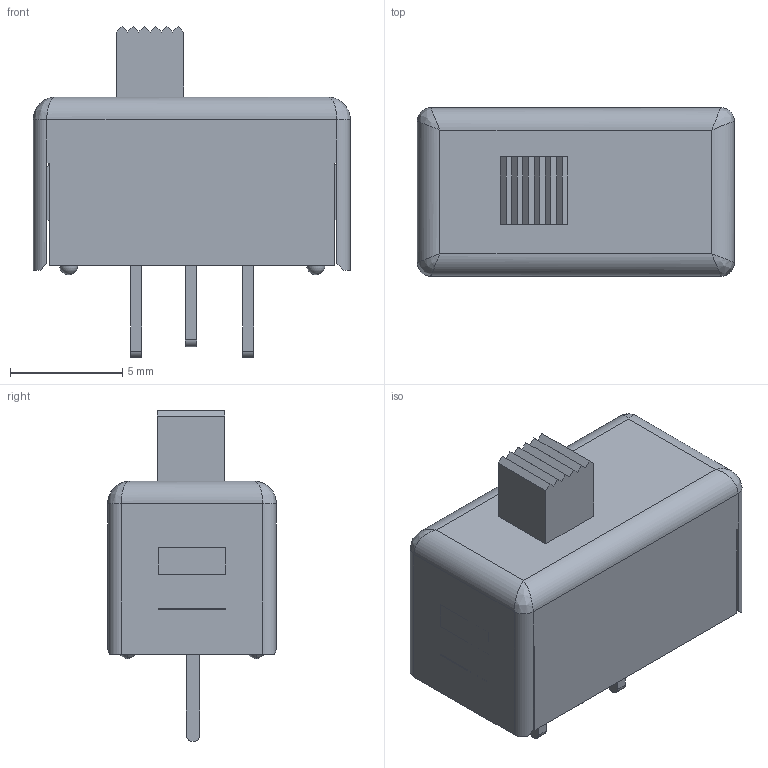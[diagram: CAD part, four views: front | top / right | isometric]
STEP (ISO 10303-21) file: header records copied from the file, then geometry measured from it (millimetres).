
FILE_DESCRIPTION(('FreeCAD Model'),'2;1');
FILE_NAME('25136NAH.step','2017-05-25T08:21:14',( 'kicad StepUp'),('ksu MCAD'),'Open CASCADE STEP processor 7.1', 'FreeCAD','Unknown');
FILE_SCHEMA(('AUTOMOTIVE_DESIGN_CC2 { 1 2 10303 214 -1 1 5 4 }'));
Length unit declared in the file: millimetre
Products named in the file (1): 25136NAH
Bounding box: 14.12 x 7.5 x 14.73 mm (x, y, z)
Volume: 740.9 mm3; surface area: 968.1 mm2
Topology: 1 solids, 1 shells, 128 faces, 337 edges, 206 vertices
Faces by surface type: plane 105, cylinder 11, sphere 8, bspline 4
Entity records: 4953 total; most frequent: CARTESIAN_POINT 940, ORIENTED_EDGE 658, DIRECTION 597, EDGE_CURVE 329, LINE 287, VECTOR 287, VERTEX_POINT 206, AXIS2_PLACEMENT_3D 155
